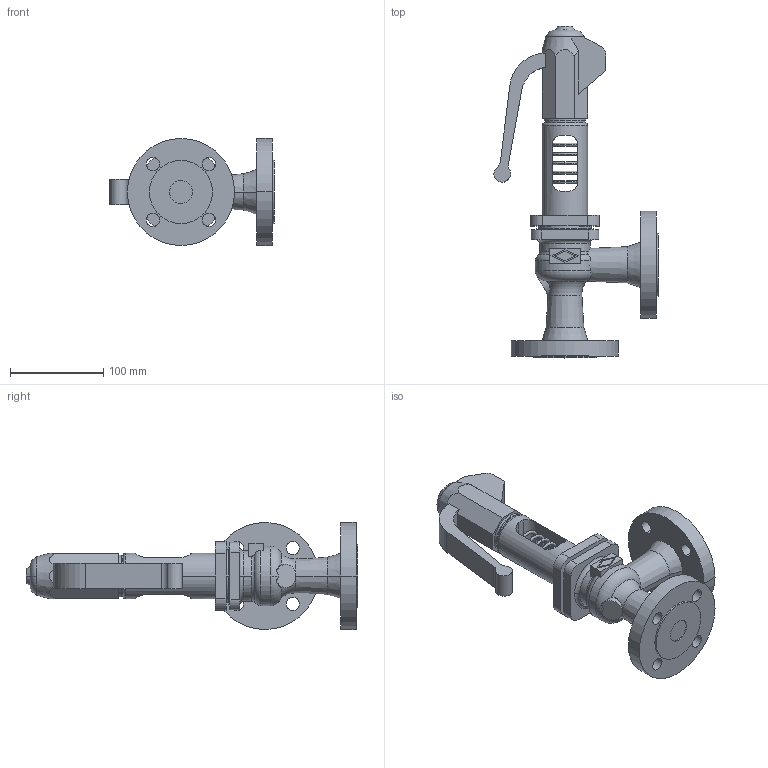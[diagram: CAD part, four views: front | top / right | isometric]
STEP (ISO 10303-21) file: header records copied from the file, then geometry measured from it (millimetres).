
FILE_DESCRIPTION(('Creo Elements/Direct Modeling STEP Export'),'2;1');
FILE_NAME('c000000886.stp','2013-12-03T10:02:43',(''),(''),'Creo Elements/Direct Modeling STEP processor for AP214 (Solid Model)','Creo Elements/Direct Modeling 17.0D 15-Jul-2011 (C) Parametric Technology GmbH','');
FILE_SCHEMA(('AUTOMOTIVE_DESIGN { 1 0 10303 214 1 1 1 1 }'));
Length unit declared in the file: millimetre
Products named in the file (1): 1
Bounding box: 176.27 x 356.5 x 115 mm (x, y, z)
Volume: 1124341 mm3; surface area: 151015.5 mm2
Topology: 1 solids, 1 shells, 179 faces, 492 edges, 318 vertices
Faces by surface type: plane 66, cylinder 61, torus 40, cone 12
Entity records: 6729 total; most frequent: CARTESIAN_POINT 2327, ORIENTED_EDGE 984, DIRECTION 848, EDGE_CURVE 492, AXIS2_PLACEMENT_3D 331, VERTEX_POINT 318, EDGE_LOOP 220, VECTOR 186
